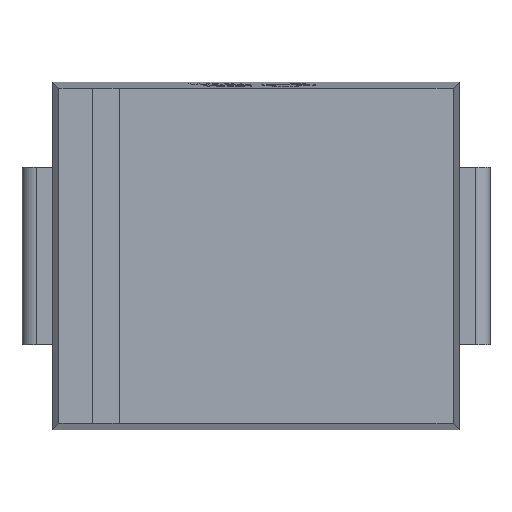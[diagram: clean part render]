
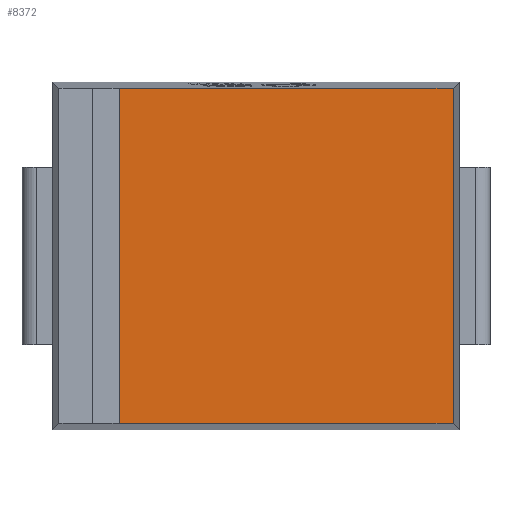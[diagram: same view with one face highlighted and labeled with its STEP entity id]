
A CAD part, top view. The second image highlights one B-rep face of the part: STEP entity #8372.
In plain terms, the highlighted planar face has unit normal (0, 0, 1).
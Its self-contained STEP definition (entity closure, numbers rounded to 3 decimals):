
#836 = VERTEX_POINT ( 'NONE', #11544 ) ;
#1121 = DIRECTION ( 'NONE',  ( 0., 1., 0. ) ) ;
#1176 = CARTESIAN_POINT ( 'NONE',  ( -2.324, 0., 1.175 ) ) ;
#2870 = DIRECTION ( 'NONE',  ( 0., 0., 1. ) ) ;
#2884 = LINE ( 'NONE', #1176, #4310 ) ;
#3023 = ORIENTED_EDGE ( 'NONE', *, *, #10942, .T. ) ;
#3605 = CARTESIAN_POINT ( 'NONE',  ( -3.45, -2.847, 1.175 ) ) ;
#3608 = EDGE_CURVE ( 'NONE', #10169, #836, #10886, .T. ) ;
#4310 = VECTOR ( 'NONE', #8802, 1000. ) ;
#4443 = DIRECTION ( 'NONE',  ( -1., 0., 0. ) ) ;
#4855 = ORIENTED_EDGE ( 'NONE', *, *, #10549, .F. ) ;
#4995 = CARTESIAN_POINT ( 'NONE',  ( -2.324, -2.847, 1.175 ) ) ;
#5049 = EDGE_CURVE ( 'NONE', #836, #8455, #5485, .T. ) ;
#5485 = LINE ( 'NONE', #9276, #9802 ) ;
#5752 = VECTOR ( 'NONE', #9476, 1000. ) ;
#5838 = EDGE_LOOP ( 'NONE', ( #4855, #3023, #12124, #12653 ) ) ;
#6994 = CARTESIAN_POINT ( 'NONE',  ( -2.324, 2.847, 1.175 ) ) ;
#7394 = FACE_OUTER_BOUND ( 'NONE', #5838, .T. ) ;
#7681 = DIRECTION ( 'NONE',  ( 1., 0., 0. ) ) ;
#8235 = VECTOR ( 'NONE', #1121, 1000. ) ;
#8258 = LINE ( 'NONE', #3605, #5752 ) ;
#8372 = ADVANCED_FACE ( 'NONE', ( #7394 ), #12352, .T. ) ;
#8455 = VERTEX_POINT ( 'NONE', #6994 ) ;
#8802 = DIRECTION ( 'NONE',  ( 0., 1., 0. ) ) ;
#9276 = CARTESIAN_POINT ( 'NONE',  ( -3.45, 2.847, 1.175 ) ) ;
#9476 = DIRECTION ( 'NONE',  ( 1., 0., 0. ) ) ;
#9802 = VECTOR ( 'NONE', #4443, 1000. ) ;
#9976 = CARTESIAN_POINT ( 'NONE',  ( 3.347, 2.95, 1.175 ) ) ;
#10169 = VERTEX_POINT ( 'NONE', #10720 ) ;
#10220 = VERTEX_POINT ( 'NONE', #4995 ) ;
#10549 = EDGE_CURVE ( 'NONE', #10220, #8455, #2884, .T. ) ;
#10583 = AXIS2_PLACEMENT_3D ( 'NONE', #11696, #2870, #7681 ) ;
#10720 = CARTESIAN_POINT ( 'NONE',  ( 3.347, -2.847, 1.175 ) ) ;
#10886 = LINE ( 'NONE', #9976, #8235 ) ;
#10942 = EDGE_CURVE ( 'NONE', #10220, #10169, #8258, .T. ) ;
#11544 = CARTESIAN_POINT ( 'NONE',  ( 3.347, 2.847, 1.175 ) ) ;
#11696 = CARTESIAN_POINT ( 'NONE',  ( 0., 0., 1.175 ) ) ;
#12124 = ORIENTED_EDGE ( 'NONE', *, *, #3608, .T. ) ;
#12352 = PLANE ( 'NONE',  #10583 ) ;
#12653 = ORIENTED_EDGE ( 'NONE', *, *, #5049, .T. ) ;
